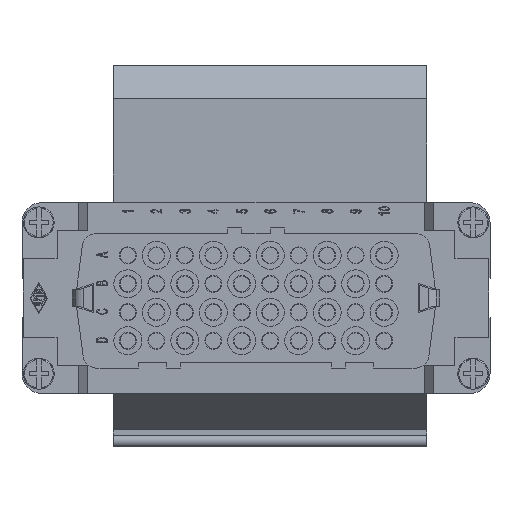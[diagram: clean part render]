
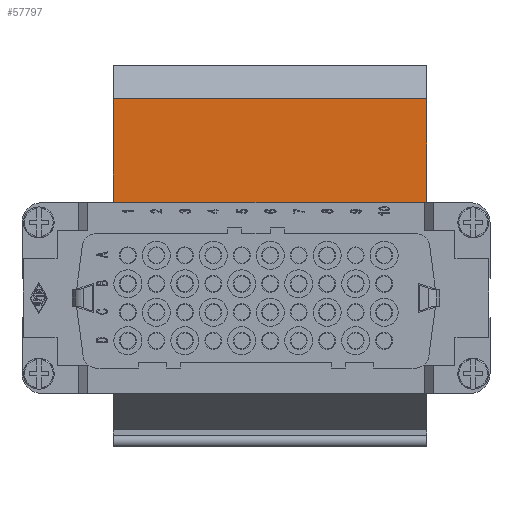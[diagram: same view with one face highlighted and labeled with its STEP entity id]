
A CAD part, front view. The second image highlights one B-rep face of the part: STEP entity #57797.
In plain terms, the highlighted planar face has unit normal (0, -1, 0).
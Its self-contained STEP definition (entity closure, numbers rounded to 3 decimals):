
#48096=CARTESIAN_POINT('',(-25.5,44.5,15.5));
#48097=VERTEX_POINT('',#48096);
#48104=CARTESIAN_POINT('',(-25.5,44.5,35.572));
#48105=VERTEX_POINT('',#48104);
#48106=CARTESIAN_POINT('',(-25.5,44.5,35.572));
#48107=DIRECTION('',(0.0,0.0,-1.0));
#48108=VECTOR('',#48107,20.072);
#48109=LINE('',#48106,#48108);
#48110=EDGE_CURVE('',#48105,#48097,#48109,.T.);
#57557=CARTESIAN_POINT('',(30.5,44.5,14.));
#57558=VERTEX_POINT('',#57557);
#57565=CARTESIAN_POINT('',(25.5,44.5,14.));
#57566=VERTEX_POINT('',#57565);
#57567=CARTESIAN_POINT('',(25.5,44.5,14.));
#57568=DIRECTION('',(1.0,0.0,0.0));
#57569=VECTOR('',#57568,5.0);
#57570=LINE('',#57567,#57569);
#57571=EDGE_CURVE('',#57566,#57558,#57570,.T.);
#57623=CARTESIAN_POINT('',(30.5,44.5,35.572));
#57624=VERTEX_POINT('',#57623);
#57631=CARTESIAN_POINT('',(30.5,44.5,14.));
#57632=DIRECTION('',(0.0,0.0,1.0));
#57633=VECTOR('',#57632,21.572);
#57634=LINE('',#57631,#57633);
#57635=EDGE_CURVE('',#57558,#57624,#57634,.T.);
#57655=CARTESIAN_POINT('',(-25.5,44.5,35.572));
#57656=DIRECTION('',(1.0,0.0,0.0));
#57657=VECTOR('',#57656,56.);
#57658=LINE('',#57655,#57657);
#57659=EDGE_CURVE('',#48105,#57624,#57658,.T.);
#57772=CARTESIAN_POINT('',(-25.5,44.5,-26.5));
#57773=DIRECTION('',(0.0,-1.0,0.0));
#57774=DIRECTION('',(0.0,0.0,-1.0));
#57775=AXIS2_PLACEMENT_3D('',#57772,#57773,#57774);
#57776=PLANE('',#57775);
#57777=ORIENTED_EDGE('',*,*,#57571,.T.);
#57778=ORIENTED_EDGE('',*,*,#57635,.T.);
#57779=ORIENTED_EDGE('',*,*,#57659,.F.);
#57780=ORIENTED_EDGE('',*,*,#48110,.T.);
#57781=CARTESIAN_POINT('',(25.5,44.5,15.5));
#57782=VERTEX_POINT('',#57781);
#57783=CARTESIAN_POINT('',(-25.5,44.5,15.5));
#57784=DIRECTION('',(1.0,0.0,0.0));
#57785=VECTOR('',#57784,51.);
#57786=LINE('',#57783,#57785);
#57787=EDGE_CURVE('',#48097,#57782,#57786,.T.);
#57788=ORIENTED_EDGE('',*,*,#57787,.T.);
#57789=CARTESIAN_POINT('',(25.5,44.5,15.5));
#57790=DIRECTION('',(0.0,0.0,-1.0));
#57791=VECTOR('',#57790,1.5);
#57792=LINE('',#57789,#57791);
#57793=EDGE_CURVE('',#57782,#57566,#57792,.T.);
#57794=ORIENTED_EDGE('',*,*,#57793,.T.);
#57795=EDGE_LOOP('',(#57777,#57778,#57779,#57780,#57788,#57794));
#57796=FACE_OUTER_BOUND('',#57795,.T.);
#57797=ADVANCED_FACE('',(#57796),#57776,.T.);
